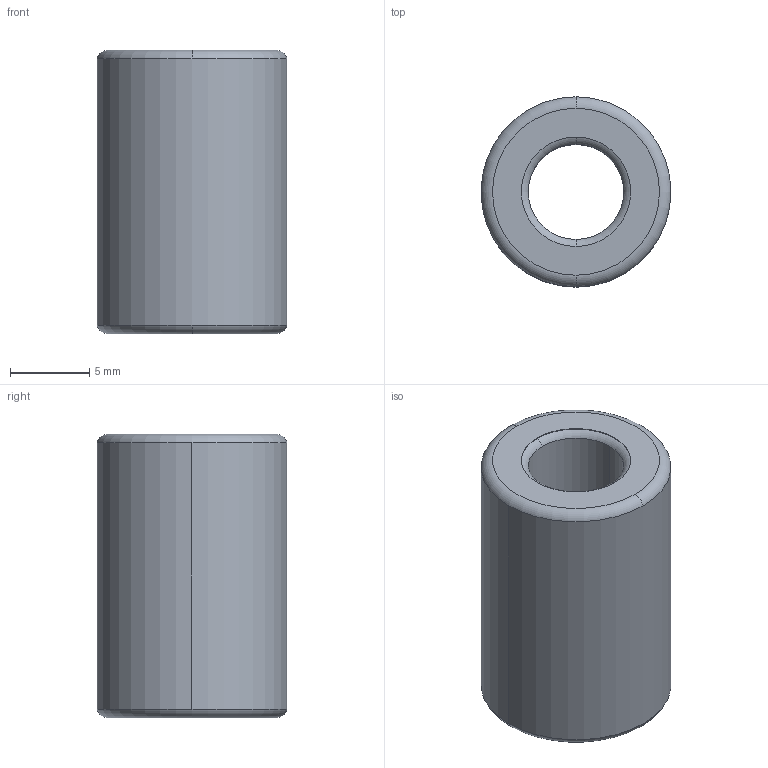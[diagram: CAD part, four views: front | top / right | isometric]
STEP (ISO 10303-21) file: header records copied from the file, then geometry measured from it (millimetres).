
FILE_DESCRIPTION (( 'STEP AP214' ), '1' );
FILE_NAME ('PlainBearing_8A87858E94.step', '2023-02-27T12:23:14', ( '' ), ( '' ), 'SwSTEP 2.0', 'SolidWorks 2019', '' );
FILE_SCHEMA (( 'AUTOMOTIVE_DESIGN' ));
Length unit declared in the file: inch
Products named in the file (3): PlainBearing_8A87858E94; eTAvCY7gha_CADModel_0
Assembly tree (1 placements, depth 2):
  PlainBearing_8A87858E94
    eTAvCY7gha_CADModel_0
  eTAvCY7gha_CADModel_0
Bounding box: 11.99 x 11.99 x 17.9 mm (x, y, z)
Volume: 1500.2 mm3; surface area: 1924.4 mm2
Topology: 2 solids, 2 shells, 18 faces, 48 edges, 32 vertices
Faces by surface type: cylinder 8, torus 8, plane 2
Entity records: 934 total; most frequent: DIRECTION 134, CARTESIAN_POINT 103, ORIENTED_EDGE 96, AXIS2_PLACEMENT_3D 63, EDGE_CURVE 48, CIRCLE 40, VERTEX_POINT 32, UNCERTAINTY_MEASURE_WITH_UNIT 23
